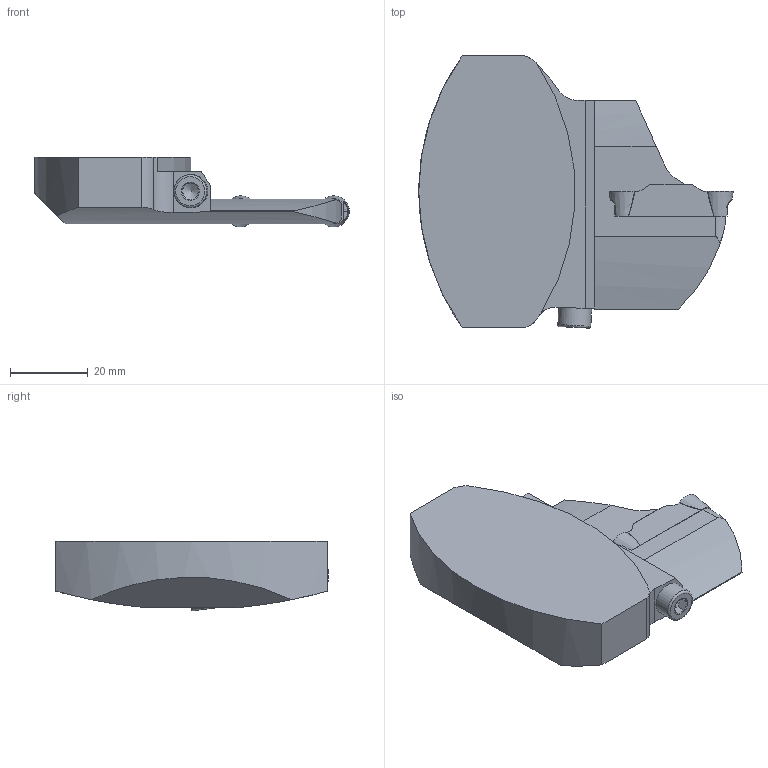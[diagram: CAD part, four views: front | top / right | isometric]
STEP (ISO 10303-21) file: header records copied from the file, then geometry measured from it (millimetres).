
FILE_DESCRIPTION(/* description */ (''),/* implementation_level */ '2;1');
FILE_NAME(/* name */ '1565751639092.stp',/* time_stamp */ '2019-08-14T08:30:49+05:00',/* author */ (''),/* organization */ ('SMS'),/* preprocessor_version */ 'ST-DEVELOPER v15',/* originating_system */ 'SIEMENS PLM Software NX 8.5',/* authorisation */ '');
FILE_SCHEMA (('AUTOMOTIVE_DESIGN { 1 0 10303 214 3 1 1 1 }'));
Length unit declared in the file: millimetre
Products named in the file (4): 201539477mod000_00; ASSEMBLY_CONSTRUCTION; 201721423mod000_01; 201721421mod000_01
Assembly tree (3 placements, depth 2):
  201721421mod000_01
    201721423mod000_01
    ASSEMBLY_CONSTRUCTION
    201539477mod000_00
Bounding box: 81.1 x 70.19 x 18.01 mm (x, y, z)
Volume: 47545.4 mm3; surface area: 12430.9 mm2
Topology: 2 solids, 3 shells, 88 faces, 230 edges, 155 vertices
Faces by surface type: plane 33, bspline 25, cylinder 19, cone 10, torus 1
Full cylindrical faces by diameter (mm): 8.5 x1, 11.8 x1
Entity records: 4804 total; most frequent: CARTESIAN_POINT 2791, ORIENTED_EDGE 438, DIRECTION 291, EDGE_CURVE 219, VERTEX_POINT 144, B_SPLINE_CURVE_WITH_KNOTS 108, AXIS2_PLACEMENT_3D 107, EDGE_LOOP 93
